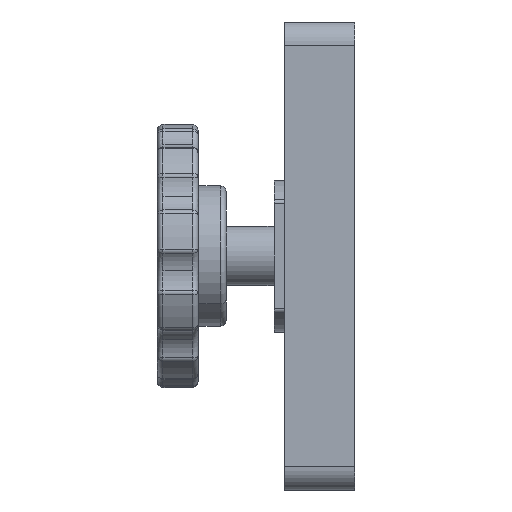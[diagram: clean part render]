
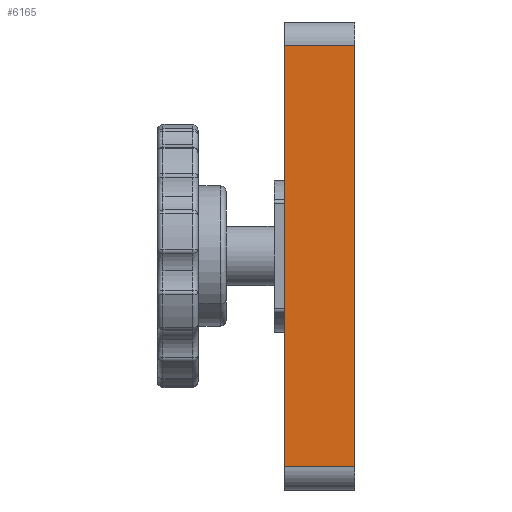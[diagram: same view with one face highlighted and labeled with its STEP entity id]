
A CAD part, left-side view. The second image highlights one B-rep face of the part: STEP entity #6165.
In plain terms, the highlighted planar face has unit normal (-1, 0, 0).
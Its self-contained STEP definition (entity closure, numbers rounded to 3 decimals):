
#158 = EDGE_CURVE ( 'NONE', #3052, #8475, #8195, .T. ) ;
#212 = ORIENTED_EDGE ( 'NONE', *, *, #158, .F. ) ;
#661 = VECTOR ( 'NONE', #1350, 1000. ) ;
#946 = DIRECTION ( 'NONE',  ( 1., 0., 0. ) ) ;
#1350 = DIRECTION ( 'NONE',  ( 0., 0., 1. ) ) ;
#1423 = DIRECTION ( 'NONE',  ( 0., -1., 0. ) ) ;
#1619 = EDGE_CURVE ( 'NONE', #2739, #3052, #3501, .T. ) ;
#2511 = CARTESIAN_POINT ( 'NONE',  ( -355., 12., -36. ) ) ;
#2739 = VERTEX_POINT ( 'NONE', #5752 ) ;
#2754 = LINE ( 'NONE', #6834, #661 ) ;
#2905 = ORIENTED_EDGE ( 'NONE', *, *, #6528, .T. ) ;
#3052 = VERTEX_POINT ( 'NONE', #7153 ) ;
#3261 = LINE ( 'NONE', #8519, #9029 ) ;
#3501 = LINE ( 'NONE', #2511, #9528 ) ;
#3616 = FACE_OUTER_BOUND ( 'NONE', #6840, .T. ) ;
#5654 = PLANE ( 'NONE',  #7495 ) ;
#5752 = CARTESIAN_POINT ( 'NONE',  ( -355., 12., -36. ) ) ;
#5787 = CARTESIAN_POINT ( 'NONE',  ( -355., 0., 36. ) ) ;
#5982 = EDGE_CURVE ( 'NONE', #2739, #6533, #3261, .T. ) ;
#6111 = VECTOR ( 'NONE', #8163, 1000. ) ;
#6165 = ADVANCED_FACE ( 'NONE', ( #3616 ), #5654, .F. ) ;
#6443 = DIRECTION ( 'NONE',  ( 0., 0., -1. ) ) ;
#6528 = EDGE_CURVE ( 'NONE', #6533, #8475, #2754, .T. ) ;
#6533 = VERTEX_POINT ( 'NONE', #9200 ) ;
#6834 = CARTESIAN_POINT ( 'NONE',  ( -355., 0., -36. ) ) ;
#6840 = EDGE_LOOP ( 'NONE', ( #2905, #212, #9022, #7226 ) ) ;
#7153 = CARTESIAN_POINT ( 'NONE',  ( -355., 12., 36. ) ) ;
#7207 = CARTESIAN_POINT ( 'NONE',  ( -355., 12., -36. ) ) ;
#7226 = ORIENTED_EDGE ( 'NONE', *, *, #5982, .T. ) ;
#7495 = AXIS2_PLACEMENT_3D ( 'NONE', #7207, #946, #6443 ) ;
#8163 = DIRECTION ( 'NONE',  ( 0., -1., 0. ) ) ;
#8195 = LINE ( 'NONE', #9721, #6111 ) ;
#8475 = VERTEX_POINT ( 'NONE', #5787 ) ;
#8519 = CARTESIAN_POINT ( 'NONE',  ( -355., 12., -36. ) ) ;
#9022 = ORIENTED_EDGE ( 'NONE', *, *, #1619, .F. ) ;
#9029 = VECTOR ( 'NONE', #1423, 1000. ) ;
#9200 = CARTESIAN_POINT ( 'NONE',  ( -355., 0., -36. ) ) ;
#9528 = VECTOR ( 'NONE', #9587, 1000. ) ;
#9587 = DIRECTION ( 'NONE',  ( 0., 0., 1. ) ) ;
#9721 = CARTESIAN_POINT ( 'NONE',  ( -355., 12., 36. ) ) ;
